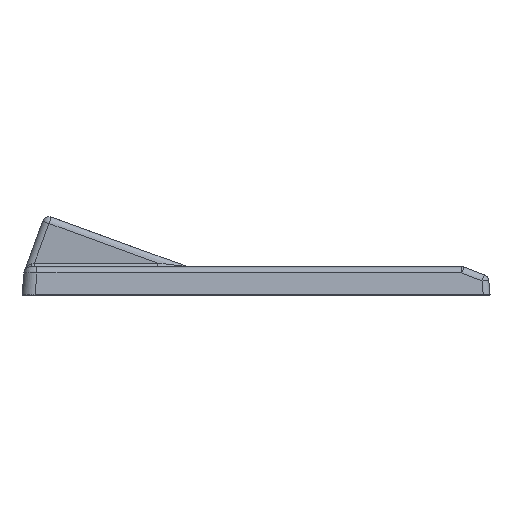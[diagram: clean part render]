
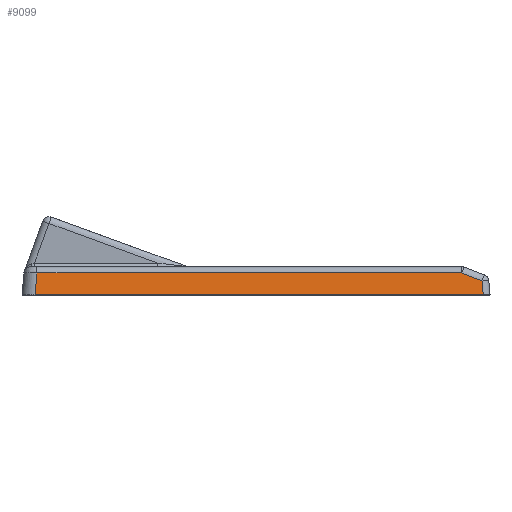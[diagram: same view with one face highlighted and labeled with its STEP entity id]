
A CAD part, left-side view. The second image highlights one B-rep face of the part: STEP entity #9099.
In plain terms, the highlighted planar face has unit normal (-0.996, 0, 0.087).
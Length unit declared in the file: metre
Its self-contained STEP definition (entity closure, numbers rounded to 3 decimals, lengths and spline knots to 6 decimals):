
#1272=LINE('',#14955,#1973);
#1273=LINE('',#14958,#1974);
#1274=LINE('',#14960,#1975);
#1275=LINE('',#14962,#1976);
#1276=LINE('',#14964,#1977);
#1973=VECTOR('',#11511,1.);
#1974=VECTOR('',#11512,1.);
#1975=VECTOR('',#11513,1.);
#1976=VECTOR('',#11514,1.);
#1977=VECTOR('',#11515,1.);
#3001=ORIENTED_EDGE('',*,*,#5508,.T.);
#3002=ORIENTED_EDGE('',*,*,#5509,.T.);
#3003=ORIENTED_EDGE('',*,*,#5510,.T.);
#3004=ORIENTED_EDGE('',*,*,#5511,.T.);
#3005=ORIENTED_EDGE('',*,*,#5512,.T.);
#5508=EDGE_CURVE('',#6764,#6765,#1272,.T.);
#5509=EDGE_CURVE('',#6765,#6766,#1273,.F.);
#5510=EDGE_CURVE('',#6766,#6767,#1274,.F.);
#5511=EDGE_CURVE('',#6767,#6768,#1275,.F.);
#5512=EDGE_CURVE('',#6768,#6764,#1276,.F.);
#6764=VERTEX_POINT('',#14956);
#6765=VERTEX_POINT('',#14957);
#6766=VERTEX_POINT('',#14959);
#6767=VERTEX_POINT('',#14961);
#6768=VERTEX_POINT('',#14963);
#7374=EDGE_LOOP('',(#3001,#3002,#3003,#3004,#3005));
#8119=FACE_BOUND('',#7374,.T.);
#8848=PLANE('',#9895);
#9099=ADVANCED_FACE('',(#8119),#8848,.T.);
#9895=AXIS2_PLACEMENT_3D('',#14954,#11509,#11510);
#11509=DIRECTION('',(-0.996,0.,0.087));
#11510=DIRECTION('',(0.087,0.,0.996));
#11511=DIRECTION('',(-0.087,0.087,-0.992));
#11512=DIRECTION('',(0.,1.,0.));
#11513=DIRECTION('',(-0.087,-0.087,-0.992));
#11514=DIRECTION('',(-0.031,-0.934,-0.356));
#11515=DIRECTION('',(0.,-1.,0.));
#14954=CARTESIAN_POINT('',(-0.063369,-0.005015,0.));
#14955=CARTESIAN_POINT('',(-0.06436,0.074655,-0.011329));
#14956=CARTESIAN_POINT('',(-0.063576,0.073871,-0.002373));
#14957=CARTESIAN_POINT('',(-0.064306,0.074601,-0.010708));
#14958=CARTESIAN_POINT('',(-0.064306,-0.096415,-0.010708));
#14959=CARTESIAN_POINT('',(-0.064306,-0.096398,-0.010708));
#14960=CARTESIAN_POINT('',(-0.062687,-0.09478,0.007794));
#14961=CARTESIAN_POINT('',(-0.063834,-0.095927,-0.00532));
#14962=CARTESIAN_POINT('',(-0.06113,-0.014844,0.025588));
#14963=CARTESIAN_POINT('',(-0.063576,-0.088196,-0.002373));
#14964=CARTESIAN_POINT('',(-0.063576,-0.005015,-0.002373));
